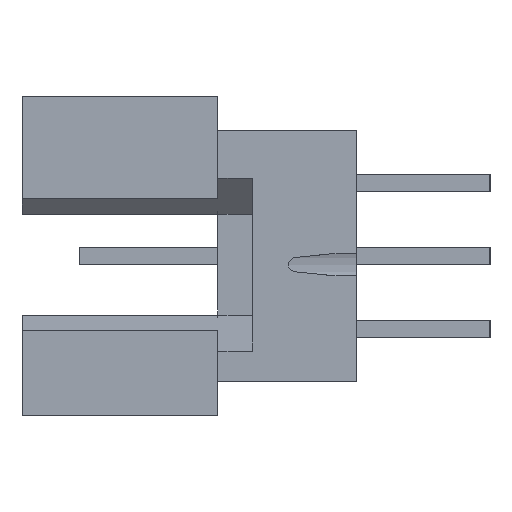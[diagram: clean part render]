
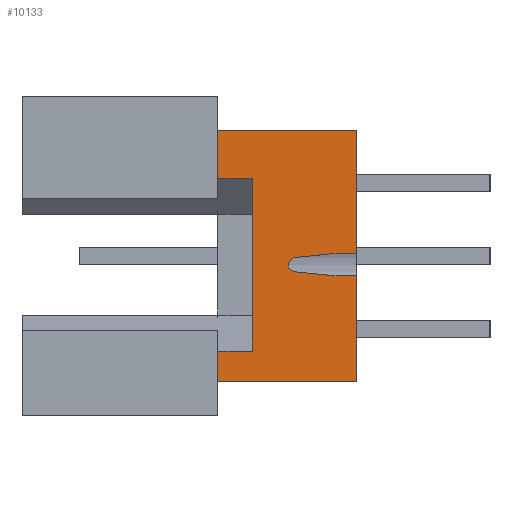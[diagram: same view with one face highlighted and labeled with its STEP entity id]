
A CAD part, left-side view. The second image highlights one B-rep face of the part: STEP entity #10133.
In plain terms, the highlighted planar face has unit normal (-1, 0, 0).
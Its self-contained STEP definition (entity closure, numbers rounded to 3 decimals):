
#622=CIRCLE('',#10703,0.25);
#663=FACE_OUTER_BOUND('',#1218,.T.);
#1218=EDGE_LOOP('',(#7027,#7028,#7029,#7030,#7031,#7032,#7033,#7034,#7035,
#7036,#7037,#7038,#7039,#7040));
#1838=LINE('',#13762,#3178);
#1874=LINE('',#13883,#3214);
#1876=LINE('',#13891,#3216);
#1878=LINE('',#13895,#3218);
#1892=LINE('',#13972,#3232);
#1894=LINE('',#13977,#3234);
#1903=LINE('',#13997,#3243);
#1907=LINE('',#14004,#3247);
#1942=LINE('',#14076,#3282);
#1950=LINE('',#14089,#3290);
#1951=LINE('',#14090,#3291);
#1952=LINE('',#14092,#3292);
#1953=LINE('',#14093,#3293);
#3178=VECTOR('',#11257,10.);
#3214=VECTOR('',#11335,10.);
#3216=VECTOR('',#11341,10.);
#3218=VECTOR('',#11345,10.);
#3232=VECTOR('',#11387,1.2);
#3234=VECTOR('',#11391,1.2);
#3243=VECTOR('',#11408,8.7);
#3247=VECTOR('',#11412,8.7);
#3282=VECTOR('',#11471,4.8);
#3290=VECTOR('',#11481,6.);
#3291=VECTOR('',#11482,1.05);
#3292=VECTOR('',#11483,4.8);
#3293=VECTOR('',#11484,1.65);
#4523=VERTEX_POINT('',#13759);
#4524=VERTEX_POINT('',#13761);
#4562=VERTEX_POINT('',#13881);
#4565=VERTEX_POINT('',#13888);
#4566=VERTEX_POINT('',#13890);
#4567=VERTEX_POINT('',#13894);
#4587=VERTEX_POINT('',#13969);
#4588=VERTEX_POINT('',#13971);
#4589=VERTEX_POINT('',#13975);
#4590=VERTEX_POINT('',#13976);
#4597=VERTEX_POINT('',#13996);
#4600=VERTEX_POINT('',#14002);
#4625=VERTEX_POINT('',#14075);
#4630=VERTEX_POINT('',#14091);
#5435=EDGE_CURVE('',#4523,#4524,#1838,.T.);
#5484=EDGE_CURVE('',#4562,#4523,#1874,.T.);
#5487=EDGE_CURVE('',#4565,#4566,#1876,.T.);
#5489=EDGE_CURVE('',#4566,#4567,#1878,.T.);
#5507=EDGE_CURVE('',#4524,#4565,#622,.T.);
#5516=EDGE_CURVE('',#4588,#4587,#1892,.T.);
#5518=EDGE_CURVE('',#4589,#4590,#1894,.T.);
#5529=EDGE_CURVE('',#4597,#4567,#1903,.T.);
#5533=EDGE_CURVE('',#4562,#4600,#1907,.T.);
#5570=EDGE_CURVE('',#4625,#4597,#1942,.T.);
#5578=EDGE_CURVE('',#4587,#4590,#1950,.T.);
#5579=EDGE_CURVE('',#4625,#4589,#1951,.T.);
#5580=EDGE_CURVE('',#4630,#4600,#1952,.T.);
#5581=EDGE_CURVE('',#4588,#4630,#1953,.T.);
#7027=ORIENTED_EDGE('',*,*,#5578,.T.);
#7028=ORIENTED_EDGE('',*,*,#5518,.F.);
#7029=ORIENTED_EDGE('',*,*,#5579,.F.);
#7030=ORIENTED_EDGE('',*,*,#5570,.T.);
#7031=ORIENTED_EDGE('',*,*,#5529,.T.);
#7032=ORIENTED_EDGE('',*,*,#5489,.F.);
#7033=ORIENTED_EDGE('',*,*,#5487,.F.);
#7034=ORIENTED_EDGE('',*,*,#5507,.F.);
#7035=ORIENTED_EDGE('',*,*,#5435,.F.);
#7036=ORIENTED_EDGE('',*,*,#5484,.F.);
#7037=ORIENTED_EDGE('',*,*,#5533,.T.);
#7038=ORIENTED_EDGE('',*,*,#5580,.F.);
#7039=ORIENTED_EDGE('',*,*,#5581,.F.);
#7040=ORIENTED_EDGE('',*,*,#5516,.T.);
#9583=PLANE('',#10726);
#10133=ADVANCED_FACE('',(#663),#9583,.T.);
#10703=AXIS2_PLACEMENT_3D('',#13952,#11369,#11370);
#10726=AXIS2_PLACEMENT_3D('',#14088,#11479,#11480);
#11257=DIRECTION('',(0.,0.995,-0.101));
#11335=DIRECTION('',(0.,1.,0.));
#11341=DIRECTION('',(0.,-0.995,-0.101));
#11345=DIRECTION('',(0.,-1.,0.));
#11369=DIRECTION('center_axis',(-1.,0.,0.));
#11370=DIRECTION('ref_axis',(0.,-1.,0.));
#11387=DIRECTION('',(0.,-1.,0.));
#11391=DIRECTION('',(0.,-1.,0.));
#11408=DIRECTION('',(0.,0.,1.));
#11412=DIRECTION('',(0.,0.,1.));
#11471=DIRECTION('',(0.,-1.,0.));
#11479=DIRECTION('center_axis',(-1.,0.,0.));
#11480=DIRECTION('ref_axis',(0.,-1.,0.));
#11481=DIRECTION('',(0.,0.,-1.));
#11482=DIRECTION('',(0.,0.,1.));
#11483=DIRECTION('',(0.,-1.,0.));
#11484=DIRECTION('',(0.,0.,1.));
#13759=CARTESIAN_POINT('',(-27.5,-4.033,0.085));
#13761=CARTESIAN_POINT('',(-27.5,-2.701,-0.05));
#13762=CARTESIAN_POINT('',(-27.5,-2.839,-0.036));
#13881=CARTESIAN_POINT('',(-27.5,-4.8,0.085));
#13883=CARTESIAN_POINT('',(-27.5,-3.601,0.085));
#13888=CARTESIAN_POINT('',(-27.5,-2.701,-0.55));
#13890=CARTESIAN_POINT('',(-27.5,-4.033,-0.685));
#13891=CARTESIAN_POINT('',(-27.5,-1.615,-0.44));
#13894=CARTESIAN_POINT('',(-27.5,-4.8,-0.685));
#13895=CARTESIAN_POINT('',(-27.5,-3.201,-0.685));
#13952=CARTESIAN_POINT('Origin',(-27.5,-2.701,-0.3));
#13969=CARTESIAN_POINT('',(-27.5,-1.2,2.7));
#13971=CARTESIAN_POINT('',(-27.5,0.,2.7));
#13972=CARTESIAN_POINT('',(-27.5,0.,2.7));
#13975=CARTESIAN_POINT('',(-27.5,0.,-3.3));
#13976=CARTESIAN_POINT('',(-27.5,-1.2,-3.3));
#13977=CARTESIAN_POINT('',(-27.5,0.,-3.3));
#13996=CARTESIAN_POINT('',(-27.5,-4.8,-4.35));
#13997=CARTESIAN_POINT('',(-27.5,-4.8,-4.35));
#14002=CARTESIAN_POINT('',(-27.5,-4.8,4.35));
#14004=CARTESIAN_POINT('',(-27.5,-4.8,-4.35));
#14075=CARTESIAN_POINT('',(-27.5,0.,-4.35));
#14076=CARTESIAN_POINT('',(-27.5,0.,-4.35));
#14088=CARTESIAN_POINT('Origin',(-27.5,0.,-5.55));
#14089=CARTESIAN_POINT('',(-27.5,-1.2,2.7));
#14090=CARTESIAN_POINT('',(-27.5,0.,-4.35));
#14091=CARTESIAN_POINT('',(-27.5,0.,4.35));
#14092=CARTESIAN_POINT('',(-27.5,0.,4.35));
#14093=CARTESIAN_POINT('',(-27.5,0.,2.7));
